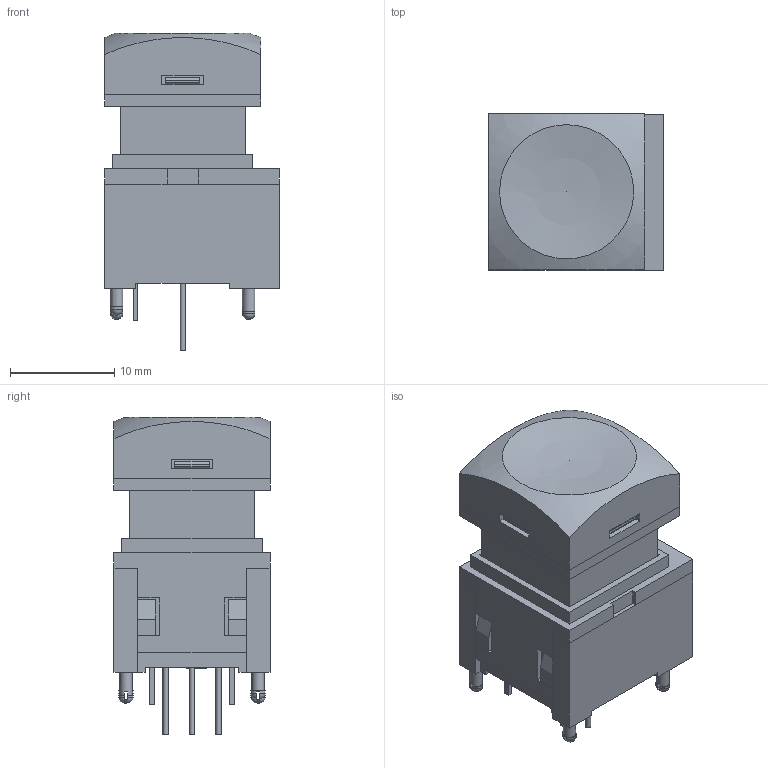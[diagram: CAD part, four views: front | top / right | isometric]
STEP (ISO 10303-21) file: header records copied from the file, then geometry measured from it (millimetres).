
FILE_DESCRIPTION(/* description */ ('','CAx-IF Rec.Pracs.---Representation and Presentation of Product Manufacturing Information (PMI)---4.0---2014-10-13'),/* implementation_level */ '2;1');
FILE_NAME(/* name */ 'LP11EE1NBSxx.stp',/* time_stamp */ '2019-01-09T09:56:38-06:00',/* author */ ('mroman'),/* organization */ (''),/* preprocessor_version */ 'ST-DEVELOPER v17',/* originating_system */ 'Autodesk Inventor 2018',/* authorisation */ '');
FILE_SCHEMA (('AP242_MANAGED_MODEL_BASED_3D_ENGINEERING_MIM_LF { 1 0 10303 442 1 1 4 }'));
Length unit declared in the file: millimetre
Products named in the file (1): LP11EE1NBSxx
Bounding box: 16.8 x 15 x 30.5 mm (x, y, z)
Volume: 3135.3 mm3; surface area: 5152.6 mm2
Topology: 1 solids, 1 shells, 328 faces, 912 edges, 595 vertices
Faces by surface type: plane 293, cylinder 25, sphere 10
Full cylindrical faces by diameter (mm): 0.5 x3, 1.2 x4
Entity records: 10503 total; most frequent: CARTESIAN_POINT 1856, ORIENTED_EDGE 1814, DIRECTION 1707, EDGE_CURVE 907, LINE 799, VECTOR 799, VERTEX_POINT 595, AXIS2_PLACEMENT_3D 458
